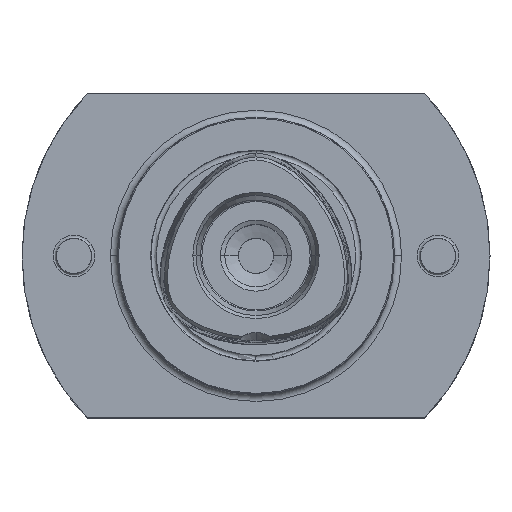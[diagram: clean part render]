
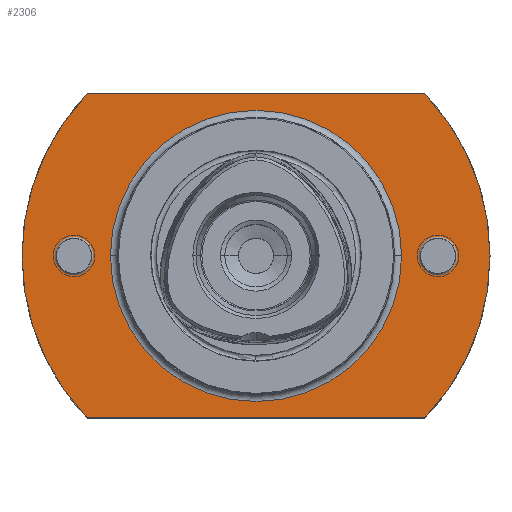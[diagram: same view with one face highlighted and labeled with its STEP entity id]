
A CAD part, top view. The second image highlights one B-rep face of the part: STEP entity #2306.
In plain terms, the highlighted planar face has unit normal (0, 0, 1).
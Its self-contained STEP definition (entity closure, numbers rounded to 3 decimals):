
#1242=VERTEX_POINT('NONE',#3125);
#1274=VERTEX_POINT('NONE',#3162);
#1278=EDGE_CURVE('NONE',#1694,#1434,#3166,.F.);
#1290=VERTEX_POINT('NONE',#3178);
#1434=VERTEX_POINT('NONE',#3334);
#1512=VERTEX_POINT('NONE',#3421);
#1564=EDGE_CURVE('NONE',#1606,#1684,#3482,.T.);
#1606=VERTEX_POINT('NONE',#3531);
#1684=VERTEX_POINT('NONE',#3618);
#1694=VERTEX_POINT('NONE',#3629);
#1700=EDGE_CURVE('NONE',#1868,#1290,#3635,.T.);
#1726=EDGE_CURVE('NONE',#2382,#2268,#3665,.T.);
#1868=VERTEX_POINT('',#3825);
#1928=VERTEX_POINT('NONE',#3889);
#1968=EDGE_CURVE('NONE',#1434,#1928,#3929,.T.);
#2170=EDGE_CURVE('NONE',#2268,#2382,#4159,.F.);
#2190=EDGE_CURVE('NONE',#1512,#1274,#4183,.T.);
#2268=VERTEX_POINT('NONE',#4268);
#2282=EDGE_CURVE('NONE',#1290,#1242,#4283,.T.);
#2306=ADVANCED_FACE('NONE',(#4310,#4311,#4312,#4313),#4314,.F.);
#2382=VERTEX_POINT('NONE',#4398);
#2616=EDGE_CURVE('NONE',#1928,#1868,#4665,.T.);
#2652=EDGE_CURVE('NONE',#1274,#1512,#4707,.T.);
#2688=EDGE_CURVE('NONE',#1242,#1694,#4749,.T.);
#2786=EDGE_CURVE('NONE',#1684,#1606,#4859,.F.);
#3125=CARTESIAN_POINT('',(-48.69,-46.75,-30.0));
#3162=CARTESIAN_POINT('',(42.0,0.,-30.0));
#3166=CIRCLE('',#6940,67.5);
#3178=CARTESIAN_POINT('',(48.69,-46.75,-30.0));
#3334=CARTESIAN_POINT('',(-48.69,46.75,-30.0));
#3421=CARTESIAN_POINT('',(-42.,0.,-30.0));
#3482=CIRCLE('',#7632,5.1);
#3531=CARTESIAN_POINT('',(-57.6,0.,-30.0));
#3618=CARTESIAN_POINT('',(-47.4,0.,-30.0));
#3629=CARTESIAN_POINT('',(-67.5,0.0,-30.0));
#3635=CIRCLE('',#7971,67.5);
#3665=CIRCLE('',#8057,5.1);
#3825=CARTESIAN_POINT('',(67.5,0.,-30.0));
#3889=CARTESIAN_POINT('',(48.69,46.75,-30.0));
#3929=LINE('',#9985,#9986);
#4159=CIRCLE('',#10506,5.1);
#4183=CIRCLE('',#11853,42.0);
#4268=CARTESIAN_POINT('',(47.4,0.,-30.0));
#4283=LINE('',#12092,#12093);
#4310=FACE_OUTER_BOUND('',#12130,.T.);
#4311=FACE_BOUND('',#12131,.T.);
#4312=FACE_BOUND('',#12132,.T.);
#4313=FACE_BOUND('',#12133,.T.);
#4314=PLANE('',#12134);
#4398=CARTESIAN_POINT('',(57.6,0.,-30.0));
#4665=CIRCLE('',#13371,67.5);
#4707=CIRCLE('',#13468,42.0);
#4749=CIRCLE('',#13558,67.5);
#4859=CIRCLE('',#13805,5.1);
#6940=AXIS2_PLACEMENT_3D('',#14231,#14232,#14233);
#7632=AXIS2_PLACEMENT_3D('',#14570,#14571,#14572);
#7971=AXIS2_PLACEMENT_3D('',#14757,#14758,#14759);
#8057=AXIS2_PLACEMENT_3D('',#14793,#14794,#14795);
#9985=CARTESIAN_POINT('',(35.0,46.75,-30.0));
#9986=VECTOR('',#15077,1.0);
#10506=AXIS2_PLACEMENT_3D('',#15362,#15363,#15364);
#11853=AXIS2_PLACEMENT_3D('',#15396,#15397,#15398);
#12092=CARTESIAN_POINT('',(35.0,-46.75,-30.0));
#12093=VECTOR('',#15503,1.0);
#12130=EDGE_LOOP('',(#15546,#15547,#15548,#15549,#15550,#15551));
#12131=EDGE_LOOP('',(#15552,#15553));
#12132=EDGE_LOOP('',(#15554,#15555));
#12133=EDGE_LOOP('',(#15556,#15557));
#12134=AXIS2_PLACEMENT_3D('',#15558,#15559,#15560);
#13371=AXIS2_PLACEMENT_3D('',#15978,#15979,#15980);
#13468=AXIS2_PLACEMENT_3D('',#16031,#16032,#16033);
#13558=AXIS2_PLACEMENT_3D('',#16093,#16094,#16095);
#13805=AXIS2_PLACEMENT_3D('',#16219,#16220,#16221);
#14231=CARTESIAN_POINT('',(0.0,0.0,-30.0));
#14232=DIRECTION('',(0.0,0.0,1.0));
#14233=DIRECTION('',(-1.0,0.0,0.0));
#14570=CARTESIAN_POINT('',(-52.5,0.,-30.0));
#14571=DIRECTION('',(0.0,0.0,1.0));
#14572=DIRECTION('',(-1.0,0.0,0.0));
#14757=CARTESIAN_POINT('',(0.0,0.0,-30.0));
#14758=DIRECTION('',(0.0,0.0,-1.0));
#14759=DIRECTION('',(-1.0,0.0,0.0));
#14793=CARTESIAN_POINT('',(52.5,0.,-30.0));
#14794=DIRECTION('',(0.0,0.0,-1.0));
#14795=DIRECTION('',(1.0,0.0,0.0));
#15077=DIRECTION('',(1.0,0.,0.0));
#15362=CARTESIAN_POINT('',(52.5,0.,-30.0));
#15363=DIRECTION('',(-0.0,0.0,1.0));
#15364=DIRECTION('',(1.0,0.0,0.0));
#15396=CARTESIAN_POINT('',(0.,0.,-30.0));
#15397=DIRECTION('',(0.0,0.0,-1.0));
#15398=DIRECTION('',(1.0,0.0,0.0));
#15503=DIRECTION('',(-1.0,0.,-0.0));
#15546=ORIENTED_EDGE('',*,*,#1968,.F.);
#15547=ORIENTED_EDGE('',*,*,#1278,.F.);
#15548=ORIENTED_EDGE('',*,*,#2688,.F.);
#15549=ORIENTED_EDGE('',*,*,#2282,.F.);
#15550=ORIENTED_EDGE('',*,*,#1700,.F.);
#15551=ORIENTED_EDGE('',*,*,#2616,.F.);
#15552=ORIENTED_EDGE('',*,*,#1726,.T.);
#15553=ORIENTED_EDGE('',*,*,#2170,.T.);
#15554=ORIENTED_EDGE('',*,*,#2652,.T.);
#15555=ORIENTED_EDGE('',*,*,#2190,.T.);
#15556=ORIENTED_EDGE('',*,*,#1564,.F.);
#15557=ORIENTED_EDGE('',*,*,#2786,.F.);
#15558=CARTESIAN_POINT('',(0.0,0.0,-30.0));
#15559=DIRECTION('',(0.0,0.0,-1.0));
#15560=DIRECTION('',(1.0,0.0,0.0));
#15978=CARTESIAN_POINT('',(0.0,0.0,-30.0));
#15979=DIRECTION('',(0.0,0.0,-1.0));
#15980=DIRECTION('',(-1.0,0.0,0.0));
#16031=CARTESIAN_POINT('',(0.,0.,-30.0));
#16032=DIRECTION('',(0.0,0.0,-1.0));
#16033=DIRECTION('',(1.0,0.0,0.0));
#16093=CARTESIAN_POINT('',(0.0,0.0,-30.0));
#16094=DIRECTION('',(0.0,0.0,-1.0));
#16095=DIRECTION('',(-1.0,0.0,0.0));
#16219=CARTESIAN_POINT('',(-52.5,0.,-30.0));
#16220=DIRECTION('',(0.0,0.0,-1.0));
#16221=DIRECTION('',(-1.0,0.0,0.0));
